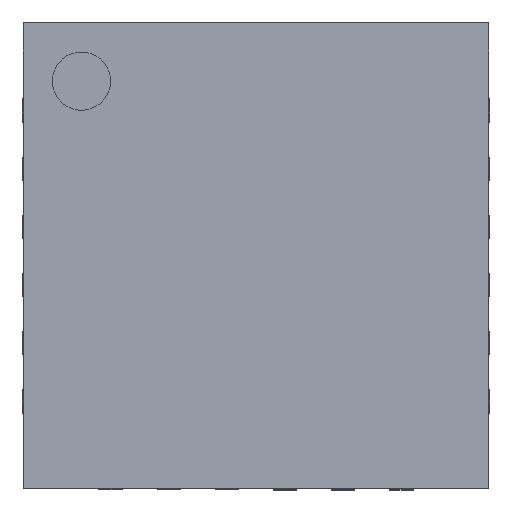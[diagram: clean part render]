
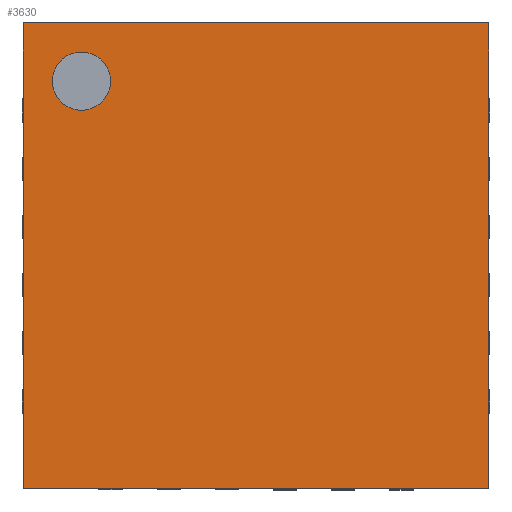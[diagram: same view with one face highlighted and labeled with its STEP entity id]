
A CAD part, top view. The second image highlights one B-rep face of the part: STEP entity #3630.
In plain terms, the highlighted planar face has unit normal (0, 0, 1).
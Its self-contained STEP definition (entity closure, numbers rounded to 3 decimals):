
#105 = CIRCLE ( 'NONE', #4033, 0.25 ) ;
#385 = EDGE_CURVE ( 'NONE', #1060, #3589, #105, .T. ) ;
#412 = CARTESIAN_POINT ( 'NONE',  ( -2., 2., 1.1 ) ) ;
#435 = EDGE_CURVE ( 'NONE', #4725, #4715, #3286, .T. ) ;
#590 = DIRECTION ( 'NONE',  ( 0., 0., 1. ) ) ;
#743 = CARTESIAN_POINT ( 'NONE',  ( 2., 2., 1.1 ) ) ;
#911 = CARTESIAN_POINT ( 'NONE',  ( 2., 2., 1.1 ) ) ;
#949 = LINE ( 'NONE', #4289, #5043 ) ;
#1026 = VECTOR ( 'NONE', #4981, 1000. ) ;
#1036 = AXIS2_PLACEMENT_3D ( 'NONE', #2105, #2509, #1728 ) ;
#1060 = VERTEX_POINT ( 'NONE', #5050 ) ;
#1224 = DIRECTION ( 'NONE',  ( 0., 0., 1. ) ) ;
#1304 = VECTOR ( 'NONE', #2657, 1000. ) ;
#1433 = EDGE_CURVE ( 'NONE', #4715, #1942, #949, .T. ) ;
#1442 = ORIENTED_EDGE ( 'NONE', *, *, #385, .F. ) ;
#1672 = DIRECTION ( 'NONE',  ( 1., 0., 0. ) ) ;
#1714 = PLANE ( 'NONE',  #1036 ) ;
#1728 = DIRECTION ( 'NONE',  ( 0., -1., 0. ) ) ;
#1785 = CARTESIAN_POINT ( 'NONE',  ( 2., -2., 1.1 ) ) ;
#1852 = CARTESIAN_POINT ( 'NONE',  ( -2., 2., 1.1 ) ) ;
#1869 = ORIENTED_EDGE ( 'NONE', *, *, #3088, .F. ) ;
#1920 = DIRECTION ( 'NONE',  ( 0., 1., 0. ) ) ;
#1942 = VERTEX_POINT ( 'NONE', #1852 ) ;
#2015 = ORIENTED_EDGE ( 'NONE', *, *, #435, .F. ) ;
#2039 = LINE ( 'NONE', #412, #2629 ) ;
#2105 = CARTESIAN_POINT ( 'NONE',  ( 0., 0., 1.1 ) ) ;
#2157 = CARTESIAN_POINT ( 'NONE',  ( -1.5, 1.5, 1.1 ) ) ;
#2247 = CARTESIAN_POINT ( 'NONE',  ( -2., -2., 1.1 ) ) ;
#2263 = ORIENTED_EDGE ( 'NONE', *, *, #1433, .F. ) ;
#2509 = DIRECTION ( 'NONE',  ( 0., 0., -1. ) ) ;
#2629 = VECTOR ( 'NONE', #3186, 1000. ) ;
#2657 = DIRECTION ( 'NONE',  ( -1., 0., 0. ) ) ;
#2870 = CARTESIAN_POINT ( 'NONE',  ( -1.25, 1.5, 1.1 ) ) ;
#2952 = EDGE_CURVE ( 'NONE', #1942, #4094, #2039, .T. ) ;
#3088 = EDGE_CURVE ( 'NONE', #4094, #4725, #3133, .T. ) ;
#3105 = EDGE_LOOP ( 'NONE', ( #2263, #2015, #1869, #5121 ) ) ;
#3133 = LINE ( 'NONE', #911, #1026 ) ;
#3141 = FACE_BOUND ( 'NONE', #3597, .T. ) ;
#3146 = CIRCLE ( 'NONE', #4418, 0.25 ) ;
#3186 = DIRECTION ( 'NONE',  ( 1., 0., 0. ) ) ;
#3195 = CARTESIAN_POINT ( 'NONE',  ( -1.5, 1.5, 1.1 ) ) ;
#3286 = LINE ( 'NONE', #1785, #1304 ) ;
#3589 = VERTEX_POINT ( 'NONE', #2870 ) ;
#3597 = EDGE_LOOP ( 'NONE', ( #4374, #1442 ) ) ;
#3630 = ADVANCED_FACE ( 'NONE', ( #3141, #4177 ), #1714, .F. ) ;
#3699 = DIRECTION ( 'NONE',  ( 1., 0., 0. ) ) ;
#4033 = AXIS2_PLACEMENT_3D ( 'NONE', #2157, #590, #3699 ) ;
#4094 = VERTEX_POINT ( 'NONE', #743 ) ;
#4177 = FACE_OUTER_BOUND ( 'NONE', #3105, .T. ) ;
#4289 = CARTESIAN_POINT ( 'NONE',  ( -2., -2., 1.1 ) ) ;
#4374 = ORIENTED_EDGE ( 'NONE', *, *, #4757, .F. ) ;
#4418 = AXIS2_PLACEMENT_3D ( 'NONE', #3195, #1224, #1672 ) ;
#4715 = VERTEX_POINT ( 'NONE', #2247 ) ;
#4725 = VERTEX_POINT ( 'NONE', #5033 ) ;
#4757 = EDGE_CURVE ( 'NONE', #3589, #1060, #3146, .T. ) ;
#4981 = DIRECTION ( 'NONE',  ( 0., -1., 0. ) ) ;
#5033 = CARTESIAN_POINT ( 'NONE',  ( 2., -2., 1.1 ) ) ;
#5043 = VECTOR ( 'NONE', #1920, 1000. ) ;
#5050 = CARTESIAN_POINT ( 'NONE',  ( -1.75, 1.5, 1.1 ) ) ;
#5121 = ORIENTED_EDGE ( 'NONE', *, *, #2952, .F. ) ;
